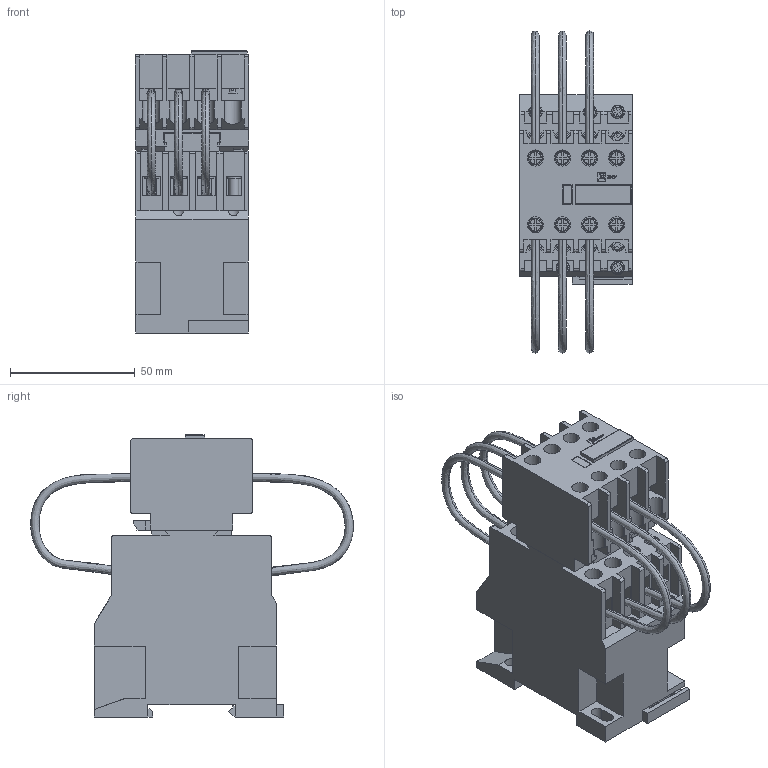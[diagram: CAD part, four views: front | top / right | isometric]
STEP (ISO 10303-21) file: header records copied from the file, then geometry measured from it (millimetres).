
FILE_DESCRIPTION (( 'STEP AP203' ), '1' );
FILE_NAME ('Êîíòàêòîð ÊÌÝÊ 12,5ÊÂàð 230Â 2NO+1NC (ctrk-s-25-12,5-230).STEP', '2018-11-02T11:53:33', ( '' ), ( '' ), 'SwSTEP 2.0', 'SolidWorks 2017', '' );
FILE_SCHEMA (( 'CONFIG_CONTROL_DESIGN' ));
Length unit declared in the file: millimetre
Products named in the file (4): ﾊﾌﾝ 0910, 0901, 1210,1201, 1810, 1801; Êîíòàêòîð ÊÌÝÊ 12,5ÊÂàð 230Â 2NO+1NC (ctrk-s-25-12,5-230); Ïðèñòàâêà êîíòàêòîðíàÿ ÏÊÝ-04; 砎鍒鍱膻膱3
Assembly tree (3 placements, depth 2):
  Êîíòàêòîð ÊÌÝÊ 12,5ÊÂàð 230Â 2NO+1NC (ctrk-s-25-12,5-230)
    ﾊﾌﾝ 0910, 0901, 1210,1201, 1810, 1801
    Ïðèñòàâêà êîíòàêòîðíàÿ ÏÊÝ-04
    砎鍒鍱膻膱3
Bounding box: 45.4 x 129.52 x 113.2 mm (x, y, z)
Volume: 248086.5 mm3; surface area: 68126.1 mm2
Topology: 9 solids, 10 shells, 1128 faces, 3093 edges, 2027 vertices
Faces by surface type: plane 879, cylinder 161, torus 58, bspline 30
Entity records: 38738 total; most frequent: CARTESIAN_POINT 9540, ORIENTED_EDGE 6186, DIRECTION 5660, EDGE_CURVE 3093, LINE 2454, VECTOR 2454, VERTEX_POINT 2027, AXIS2_PLACEMENT_3D 1603
